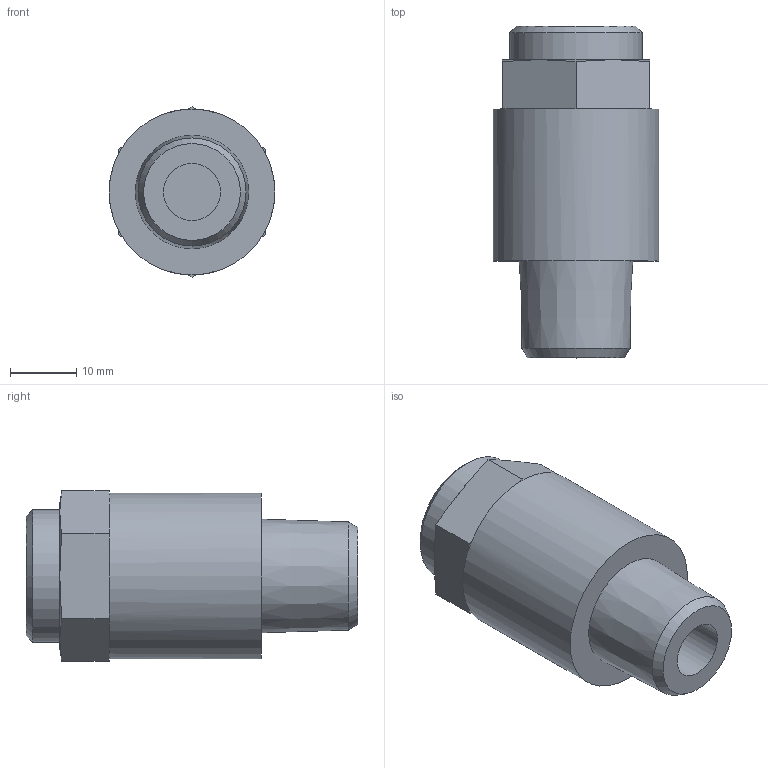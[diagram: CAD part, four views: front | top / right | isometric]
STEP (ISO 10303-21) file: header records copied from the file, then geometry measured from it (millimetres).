
FILE_DESCRIPTION(/* description */ ('STEP AP214'),/* implementation_level */ '2;1');
FILE_NAME(/* name */ '35311_GRE-3_8-NPT',/* time_stamp */ '2024-08-28T20:47:35+02:00',/* author */ ('License CC BY-ND 4.0'),/* organization */ ('CADENAS'),/* preprocessor_version */ 'ST-DEVELOPER v19.3',/* originating_system */ 'PARTsolutions',/* authorisation */ ' ');
FILE_SCHEMA (('AUTOMOTIVE_DESIGN {1 0 10303 214 3 1 1}'));
Length unit declared in the file: millimetre
Products named in the file (1): 35311 GRE-3/8-NPT
Bounding box: 25 x 50 x 25.66 mm (x, y, z)
Volume: 16895.8 mm3; surface area: 5391.6 mm2
Topology: 1 solids, 1 shells, 49 faces, 101 edges, 58 vertices
Faces by surface type: plane 36, cone 9, cylinder 4
Full cylindrical faces by diameter (mm): 8.333 x1, 8.572 x1, 20 x1, 25 x1
Entity records: 1256 total; most frequent: CARTESIAN_POINT 234, DIRECTION 216, ORIENTED_EDGE 184, EDGE_CURVE 92, AXIS2_PLACEMENT_3D 86, EDGE_LOOP 60, FACE_BOUND 60, VERTEX_POINT 56
